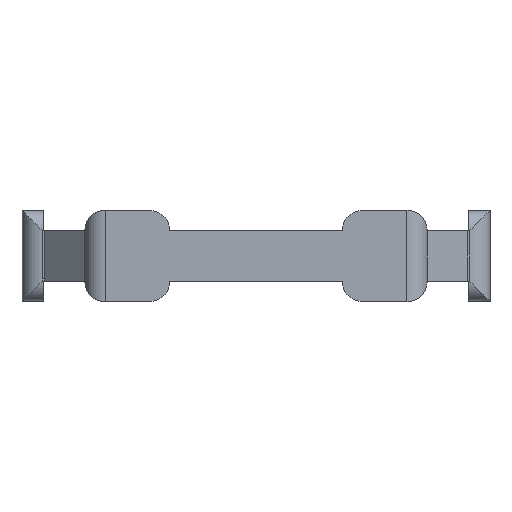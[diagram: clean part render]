
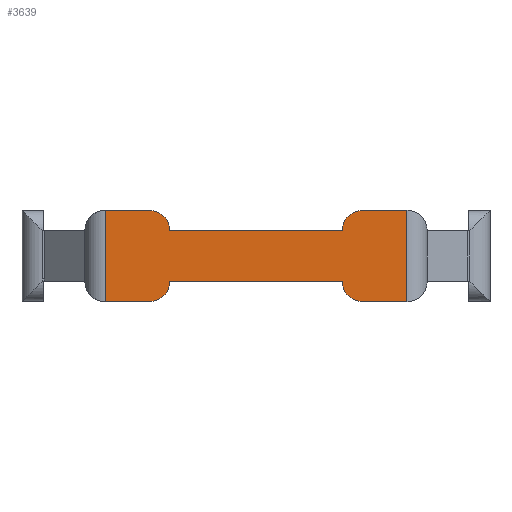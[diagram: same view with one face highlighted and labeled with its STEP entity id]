
A CAD part, front view. The second image highlights one B-rep face of the part: STEP entity #3639.
In plain terms, the highlighted planar face has unit normal (0, -1, 0).
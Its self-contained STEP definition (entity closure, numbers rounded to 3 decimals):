
#139=PLANE('',#3992);
#320=FACE_OUTER_BOUND('',#520,.T.);
#520=EDGE_LOOP('',(#3286,#3287,#3288,#3289,#3290,#3291,#3292,#3293,#3294,
#3295,#3296,#3297));
#553=CIRCLE('',#3698,2.);
#582=CIRCLE('',#3746,2.);
#666=CIRCLE('',#3985,2.);
#667=CIRCLE('',#3987,2.);
#704=LINE('',#5188,#1072);
#765=LINE('',#5370,#1133);
#768=LINE('',#5379,#1136);
#793=LINE('',#5455,#1161);
#1019=LINE('',#6143,#1387);
#1022=LINE('',#6149,#1390);
#1025=LINE('',#6159,#1393);
#1026=LINE('',#6163,#1394);
#1072=VECTOR('',#4113,29.802);
#1133=VECTOR('',#4260,29.802);
#1136=VECTOR('',#4271,10.);
#1161=VECTOR('',#4338,10.);
#1387=VECTOR('',#4990,8.8);
#1390=VECTOR('',#4997,29.802);
#1393=VECTOR('',#5010,29.802);
#1394=VECTOR('',#5017,10.);
#1470=VERTEX_POINT('',#5178);
#1471=VERTEX_POINT('',#5179);
#1474=VERTEX_POINT('',#5187);
#1549=VERTEX_POINT('',#5359);
#1552=VERTEX_POINT('',#5367);
#1554=VERTEX_POINT('',#5374);
#1583=VERTEX_POINT('',#5452);
#1584=VERTEX_POINT('',#5454);
#1765=VERTEX_POINT('',#6141);
#1766=VERTEX_POINT('',#6147);
#1767=VERTEX_POINT('',#6153);
#1768=VERTEX_POINT('',#6157);
#1825=EDGE_CURVE('',#1470,#1471,#553,.T.);
#1829=EDGE_CURVE('',#1474,#1471,#704,.T.);
#1920=EDGE_CURVE('',#1552,#1549,#765,.T.);
#1922=EDGE_CURVE('',#1552,#1554,#582,.T.);
#1925=EDGE_CURVE('',#1554,#1470,#768,.T.);
#1962=EDGE_CURVE('',#1583,#1584,#793,.T.);
#2282=EDGE_CURVE('',#1765,#1549,#1019,.T.);
#2285=EDGE_CURVE('',#1766,#1765,#1022,.T.);
#2286=EDGE_CURVE('',#1766,#1584,#666,.T.);
#2287=EDGE_CURVE('',#1583,#1767,#667,.T.);
#2290=EDGE_CURVE('',#1768,#1767,#1025,.T.);
#2292=EDGE_CURVE('',#1768,#1474,#1026,.T.);
#3286=ORIENTED_EDGE('',*,*,#2287,.T.);
#3287=ORIENTED_EDGE('',*,*,#2290,.F.);
#3288=ORIENTED_EDGE('',*,*,#2292,.T.);
#3289=ORIENTED_EDGE('',*,*,#1829,.T.);
#3290=ORIENTED_EDGE('',*,*,#1825,.F.);
#3291=ORIENTED_EDGE('',*,*,#1925,.F.);
#3292=ORIENTED_EDGE('',*,*,#1922,.F.);
#3293=ORIENTED_EDGE('',*,*,#1920,.T.);
#3294=ORIENTED_EDGE('',*,*,#2282,.F.);
#3295=ORIENTED_EDGE('',*,*,#2285,.F.);
#3296=ORIENTED_EDGE('',*,*,#2286,.T.);
#3297=ORIENTED_EDGE('',*,*,#1962,.F.);
#3639=ADVANCED_FACE('',(#320),#139,.F.);
#3698=AXIS2_PLACEMENT_3D('',#5180,#4105,#4106);
#3746=AXIS2_PLACEMENT_3D('',#5375,#4265,#4266);
#3985=AXIS2_PLACEMENT_3D('',#6151,#5000,#5001);
#3987=AXIS2_PLACEMENT_3D('',#6154,#5004,#5005);
#3992=AXIS2_PLACEMENT_3D('',#6164,#5018,#5019);
#4105=DIRECTION('center_axis',(0.,1.,0.));
#4106=DIRECTION('ref_axis',(-0.707,0.,0.707));
#4113=DIRECTION('',(-1.,0.,0.));
#4260=DIRECTION('',(-1.,0.,0.));
#4265=DIRECTION('center_axis',(0.,1.,0.));
#4266=DIRECTION('ref_axis',(0.707,0.,0.707));
#4271=DIRECTION('',(1.,0.,0.));
#4338=DIRECTION('',(-1.,0.,0.));
#4990=DIRECTION('',(0.,0.,1.));
#4997=DIRECTION('',(-1.,0.,0.));
#5000=DIRECTION('center_axis',(0.,-1.,0.));
#5001=DIRECTION('ref_axis',(0.707,0.,-0.707));
#5004=DIRECTION('center_axis',(0.,-1.,0.));
#5005=DIRECTION('ref_axis',(-0.707,0.,-0.707));
#5010=DIRECTION('',(-1.,0.,0.));
#5017=DIRECTION('',(0.,0.,1.));
#5018=DIRECTION('center_axis',(0.,1.,0.));
#5019=DIRECTION('ref_axis',(1.,0.,0.));
#5178=CARTESIAN_POINT('',(8.472,-23.128,-1.62));
#5179=CARTESIAN_POINT('',(10.472,-23.128,0.38));
#5180=CARTESIAN_POINT('Origin',(10.472,-23.128,-1.62));
#5187=CARTESIAN_POINT('',(14.872,-23.128,0.38));
#5188=CARTESIAN_POINT('',(14.874,-23.128,0.38));
#5359=CARTESIAN_POINT('',(-14.928,-23.128,0.38));
#5367=CARTESIAN_POINT('',(-10.528,-23.128,0.38));
#5370=CARTESIAN_POINT('',(14.874,-23.128,0.38));
#5374=CARTESIAN_POINT('',(-8.528,-23.128,-1.62));
#5375=CARTESIAN_POINT('Origin',(-10.528,-23.128,-1.62));
#5379=CARTESIAN_POINT('',(-8.463,-23.128,-1.62));
#5452=CARTESIAN_POINT('',(8.472,-23.128,-6.62));
#5454=CARTESIAN_POINT('',(-8.528,-23.128,-6.62));
#5455=CARTESIAN_POINT('',(-8.463,-23.128,-6.62));
#6141=CARTESIAN_POINT('',(-14.928,-23.128,-8.62));
#6143=CARTESIAN_POINT('',(-14.928,-23.128,-8.62));
#6147=CARTESIAN_POINT('',(-10.528,-23.128,-8.62));
#6149=CARTESIAN_POINT('',(14.874,-23.128,-8.62));
#6151=CARTESIAN_POINT('Origin',(-10.528,-23.128,-6.62));
#6153=CARTESIAN_POINT('',(10.472,-23.128,-8.62));
#6154=CARTESIAN_POINT('Origin',(10.472,-23.128,-6.62));
#6157=CARTESIAN_POINT('',(14.872,-23.128,-8.62));
#6159=CARTESIAN_POINT('',(14.874,-23.128,-8.62));
#6163=CARTESIAN_POINT('',(14.872,-23.128,-4.22));
#6164=CARTESIAN_POINT('Origin',(-16.898,-23.128,-1.62));
